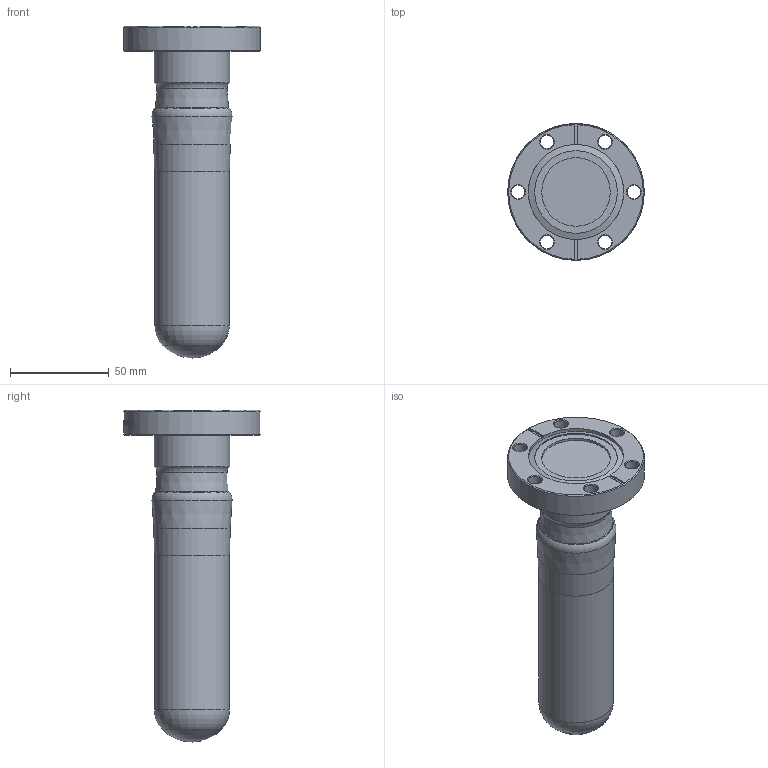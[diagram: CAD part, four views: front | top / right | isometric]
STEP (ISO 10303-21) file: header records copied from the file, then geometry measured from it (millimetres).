
FILE_DESCRIPTION(/* description */ ('Alibre Inc.'),/* implementation_level */ '2;1');
FILE_NAME(/* name */ 'export-5F7B6FB8-F274-4163-8315-DF521938B882',/* time_stamp */ '2023-05-03T08:09:39-07:00',/* author */ (''),/* organization */ (''),/* preprocessor_version */ 'ST-DEVELOPER v17',/* originating_system */ 'Alibre',/* authorisation */ '');
FILE_SCHEMA (('CONFIG_CONTROL_DESIGN'));
Length unit declared in the file: inch
Bounding box: 69.34 x 69.34 x 168.4 mm (x, y, z)
Volume: 213034 mm3; surface area: 29667.9 mm2
Topology: 1 solids, 2 shells, 424 faces, 1159 edges, 766 vertices
Faces by surface type: bspline 232, plane 126, cylinder 40, cone 19, torus 6, sphere 1
Full cylindrical faces by diameter (mm): 6.731 x6, 34.798 x1, 38 x1, 38.1 x1, 41.91 x1, 48.311 x1, 69.342 x1
Entity records: 17695 total; most frequent: CARTESIAN_POINT 8684, ORIENTED_EDGE 2228, EDGE_CURVE 1114, DIRECTION 1044, VERTEX_POINT 757, EDGE_LOOP 501, FACE_BOUND 501, B_SPLINE_CURVE_WITH_KNOTS 479
